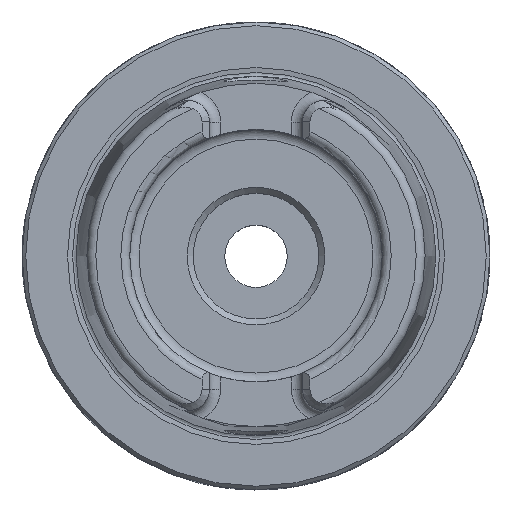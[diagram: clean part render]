
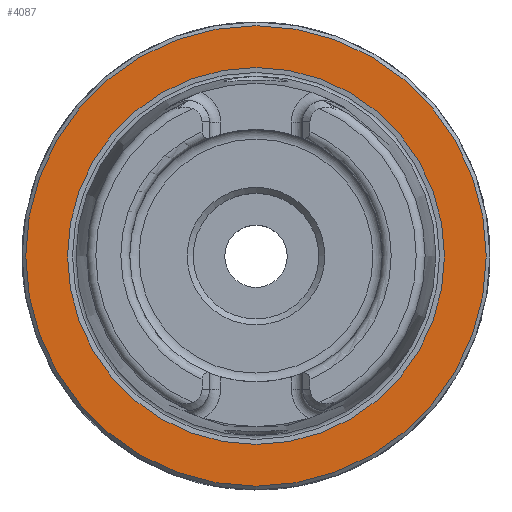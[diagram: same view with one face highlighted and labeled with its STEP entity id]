
A CAD part, top view. The second image highlights one B-rep face of the part: STEP entity #4087.
In plain terms, the highlighted planar face has unit normal (0, 0, 1).
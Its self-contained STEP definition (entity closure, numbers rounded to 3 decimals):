
#345=PLANE('',#4382);
#676=ORIENTED_EDGE('',*,*,#1323,.T.);
#677=ORIENTED_EDGE('',*,*,#1324,.F.);
#1323=EDGE_CURVE('',#1663,#1663,#1864,.T.);
#1324=EDGE_CURVE('',#1664,#1664,#1865,.T.);
#1663=VERTEX_POINT('',#6195);
#1664=VERTEX_POINT('',#6198);
#1864=CIRCLE('',#4381,31.);
#1865=CIRCLE('',#4383,25.373);
#2079=EDGE_LOOP('',(#676));
#2080=EDGE_LOOP('',(#677));
#2396=FACE_BOUND('',#2079,.T.);
#2397=FACE_BOUND('',#2080,.T.);
#4087=ADVANCED_FACE('',(#2396,#2397),#345,.T.);
#4381=AXIS2_PLACEMENT_3D('',#6194,#4932,#4933);
#4382=AXIS2_PLACEMENT_3D('',#6196,#4934,#4935);
#4383=AXIS2_PLACEMENT_3D('',#6197,#4936,#4937);
#4932=DIRECTION('',(0.,0.,1.));
#4933=DIRECTION('',(1.,0.,0.));
#4934=DIRECTION('',(0.,0.,1.));
#4935=DIRECTION('',(1.,0.,0.));
#4936=DIRECTION('',(0.,0.,1.));
#4937=DIRECTION('',(1.,0.,0.));
#6194=CARTESIAN_POINT('',(0.,0.,120.));
#6195=CARTESIAN_POINT('',(31.,0.,120.));
#6196=CARTESIAN_POINT('',(31.,0.,120.));
#6197=CARTESIAN_POINT('',(0.,0.,120.));
#6198=CARTESIAN_POINT('',(25.373,0.,120.));
